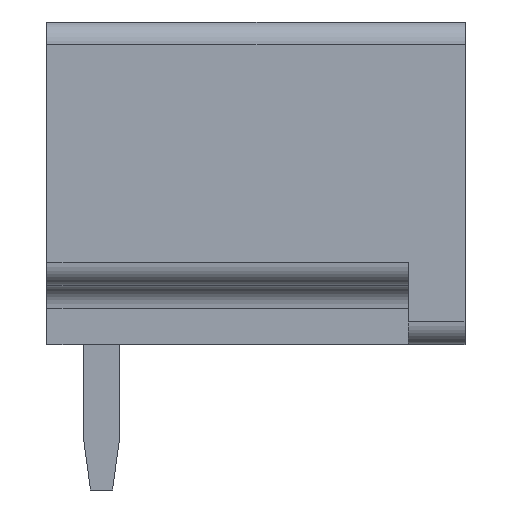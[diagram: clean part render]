
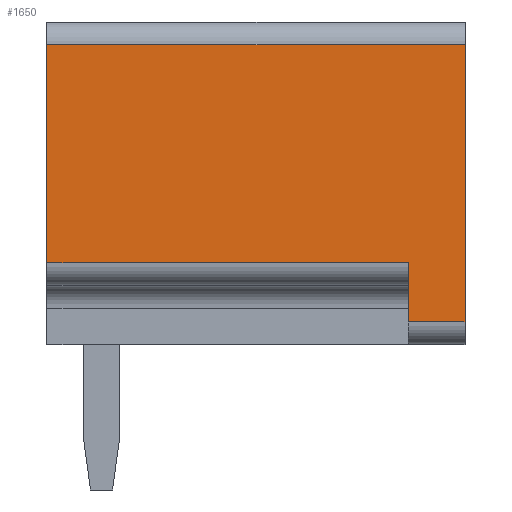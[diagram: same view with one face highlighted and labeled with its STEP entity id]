
A CAD part, left-side view. The second image highlights one B-rep face of the part: STEP entity #1650.
In plain terms, the highlighted planar face has unit normal (-1, 0, 0).
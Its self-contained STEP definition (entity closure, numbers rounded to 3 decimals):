
#1614=AXIS2_PLACEMENT_3D('Plane Axis2P3D',#1611,#1612,#1613) ;
#188=CARTESIAN_POINT('Vertex',(0.,0.,9.8)) ;
#191=CARTESIAN_POINT('Line Origine',(0.,0.,6.75)) ;
#195=CARTESIAN_POINT('Vertex',(0.,0.,3.7)) ;
#1592=CARTESIAN_POINT('Line Origine',(0.,4.6,9.8)) ;
#1596=CARTESIAN_POINT('Vertex',(0.,9.2,9.8)) ;
#1611=CARTESIAN_POINT('Axis2P3D Location',(0.,0.,3.7)) ;
#1616=CARTESIAN_POINT('Line Origine',(0.,0.625,3.7)) ;
#1620=CARTESIAN_POINT('Vertex',(0.,1.25,3.7)) ;
#1623=CARTESIAN_POINT('Line Origine',(0.,9.2,7.4)) ;
#1627=CARTESIAN_POINT('Vertex',(0.,9.2,5.)) ;
#1630=CARTESIAN_POINT('Line Origine',(0.,5.225,5.)) ;
#1634=CARTESIAN_POINT('Vertex',(0.,1.25,5.)) ;
#1637=CARTESIAN_POINT('Line Origine',(0.,1.25,4.35)) ;
#192=DIRECTION('Vector Direction',(0.,0.,1.)) ;
#1593=DIRECTION('Vector Direction',(0.,1.,0.)) ;
#1612=DIRECTION('Axis2P3D Direction',(-1.,0.,0.)) ;
#1613=DIRECTION('Axis2P3D XDirection',(0.,0.,1.)) ;
#1617=DIRECTION('Vector Direction',(0.,1.,0.)) ;
#1624=DIRECTION('Vector Direction',(0.,0.,1.)) ;
#1631=DIRECTION('Vector Direction',(0.,1.,0.)) ;
#1638=DIRECTION('Vector Direction',(0.,0.,-1.)) ;
#193=VECTOR('Line Direction',#192,1.) ;
#1594=VECTOR('Line Direction',#1593,1.) ;
#1618=VECTOR('Line Direction',#1617,1.) ;
#1625=VECTOR('Line Direction',#1624,1.) ;
#1632=VECTOR('Line Direction',#1631,1.) ;
#1639=VECTOR('Line Direction',#1638,1.) ;
#1643=ORIENTED_EDGE('',*,*,#1622,.F.) ;
#1644=ORIENTED_EDGE('',*,*,#197,.T.) ;
#1645=ORIENTED_EDGE('',*,*,#1598,.T.) ;
#1646=ORIENTED_EDGE('',*,*,#1629,.F.) ;
#1647=ORIENTED_EDGE('',*,*,#1636,.F.) ;
#1648=ORIENTED_EDGE('',*,*,#1641,.T.) ;
#1650=ADVANCED_FACE('Housing',(#1649),#1615,.T.) ;
#197=EDGE_CURVE('',#196,#189,#194,.T.) ;
#1598=EDGE_CURVE('',#189,#1597,#1595,.T.) ;
#1622=EDGE_CURVE('',#196,#1621,#1619,.T.) ;
#1629=EDGE_CURVE('',#1628,#1597,#1626,.T.) ;
#1636=EDGE_CURVE('',#1635,#1628,#1633,.T.) ;
#1641=EDGE_CURVE('',#1635,#1621,#1640,.T.) ;
#1642=EDGE_LOOP('',(#1643,#1644,#1645,#1646,#1647,#1648)) ;
#1649=FACE_OUTER_BOUND('',#1642,.T.) ;
#194=LINE('Line',#191,#193) ;
#1595=LINE('Line',#1592,#1594) ;
#1619=LINE('Line',#1616,#1618) ;
#1626=LINE('Line',#1623,#1625) ;
#1633=LINE('Line',#1630,#1632) ;
#1640=LINE('Line',#1637,#1639) ;
#1615=PLANE('',#1614) ;
#189=VERTEX_POINT('',#188) ;
#196=VERTEX_POINT('',#195) ;
#1597=VERTEX_POINT('',#1596) ;
#1621=VERTEX_POINT('',#1620) ;
#1628=VERTEX_POINT('',#1627) ;
#1635=VERTEX_POINT('',#1634) ;
